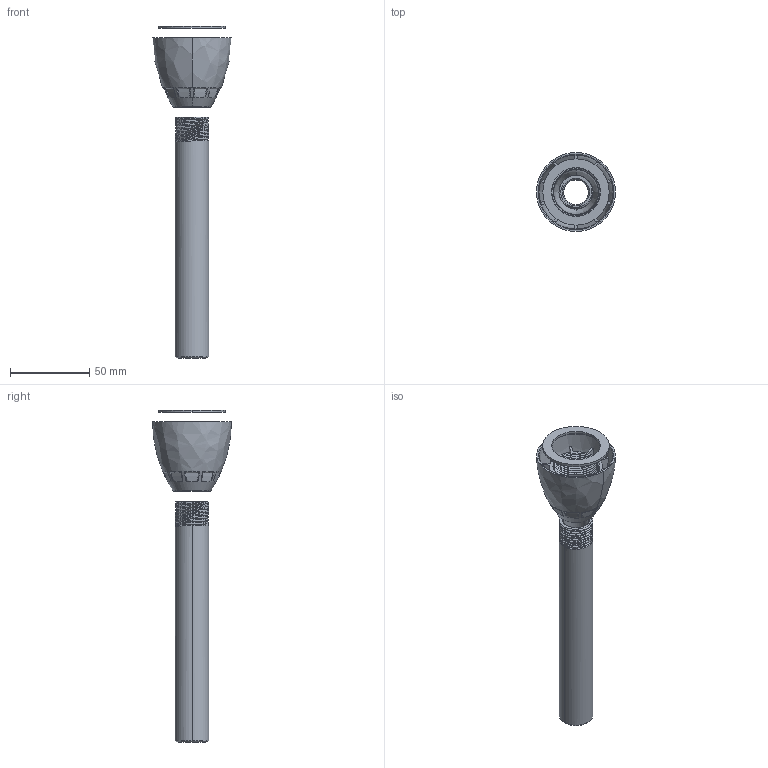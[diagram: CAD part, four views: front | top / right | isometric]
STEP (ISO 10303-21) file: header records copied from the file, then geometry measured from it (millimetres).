
FILE_DESCRIPTION((''),'2;1');
FILE_NAME('199777_ASM','2017-06-21T',('PDMAdmin'),('BANNER ENGINEERING'),'CREO PARAMETRIC BY PTC INC, 2016260','CREO PARAMETRIC BY PTC INC, 2016260','');
FILE_SCHEMA(('CONFIG_CONTROL_DESIGN'));
Length unit declared in the file: inch
Products named in the file (4): 191131; 27772; 176332; 199777_ASM
Assembly tree (3 placements, depth 2):
  199777_ASM
    191131
    27772
    176332
Bounding box: 50.01 x 50.01 x 209.97 mm (x, y, z)
Volume: 41662.4 mm3; surface area: 38524.5 mm2
Topology: 3 solids, 3 shells, 171 faces, 501 edges, 326 vertices
Faces by surface type: bspline 54, cylinder 48, plane 29, cone 26, torus 14
Entity records: 12715 total; most frequent: CARTESIAN_POINT 8668, ORIENTED_EDGE 1002, DIRECTION 595, EDGE_CURVE 501, VERTEX_POINT 326, B_SPLINE_CURVE_WITH_KNOTS 283, AXIS2_PLACEMENT_3D 253, EDGE_LOOP 187
